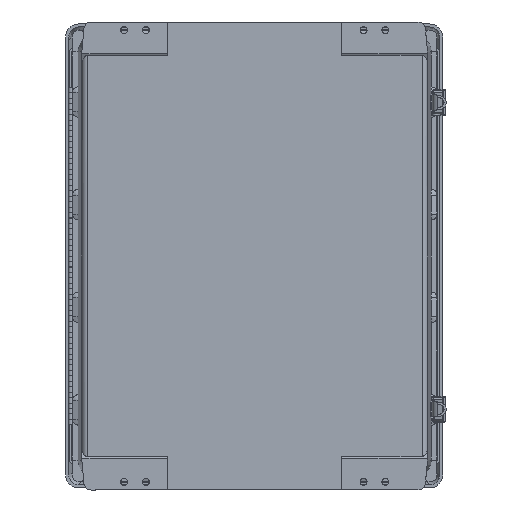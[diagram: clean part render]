
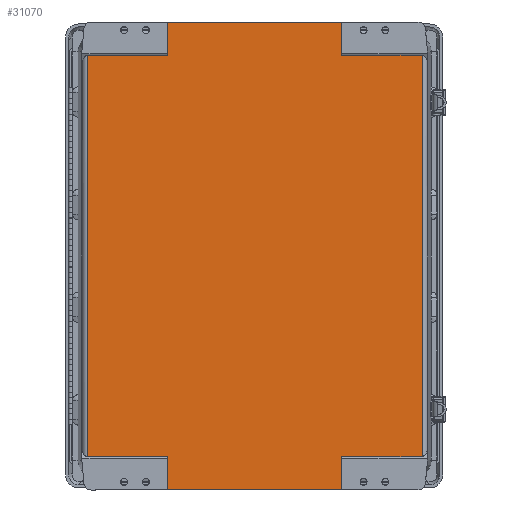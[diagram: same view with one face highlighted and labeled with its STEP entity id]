
A CAD part, front view. The second image highlights one B-rep face of the part: STEP entity #31070.
In plain terms, the highlighted planar face has unit normal (0, -1, 0).
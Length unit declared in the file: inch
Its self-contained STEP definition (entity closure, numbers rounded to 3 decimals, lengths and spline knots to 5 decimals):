
#43 = LINE ( 'NONE', #14498, #18971 ) ;
#136 = CARTESIAN_POINT ( 'NONE',  ( 3.995, 0., -10.75 ) ) ;
#591 = ORIENTED_EDGE ( 'NONE', *, *, #18364, .T. ) ;
#1252 = EDGE_CURVE ( 'NONE', #2932, #18864, #28135, .T. ) ;
#1344 = LINE ( 'NONE', #2955, #13695 ) ;
#2122 = EDGE_CURVE ( 'NONE', #2886, #22895, #4574, .T. ) ;
#2159 = EDGE_CURVE ( 'NONE', #30412, #19966, #3830, .T. ) ;
#2182 = DIRECTION ( 'NONE',  ( 0., 0., -1. ) ) ;
#2886 = VERTEX_POINT ( 'NONE', #29753 ) ;
#2932 = VERTEX_POINT ( 'NONE', #136 ) ;
#2955 = CARTESIAN_POINT ( 'NONE',  ( -7.3875, 0., -9.2134 ) ) ;
#3063 = CARTESIAN_POINT ( 'NONE',  ( -3.995, 0., -9.3875 ) ) ;
#3064 = VECTOR ( 'NONE', #15697, 39.37008 ) ;
#3431 = CARTESIAN_POINT ( 'NONE',  ( -7.3875, 0., 9.2134 ) ) ;
#3830 = LINE ( 'NONE', #22854, #3064 ) ;
#3921 = CARTESIAN_POINT ( 'NONE',  ( 7.69183, 0., 9.2134 ) ) ;
#4042 = DIRECTION ( 'NONE',  ( 0., -1., 0. ) ) ;
#4574 = LINE ( 'NONE', #31514, #10407 ) ;
#5086 = ORIENTED_EDGE ( 'NONE', *, *, #20724, .T. ) ;
#5424 = LINE ( 'NONE', #28276, #30907 ) ;
#5494 = ORIENTED_EDGE ( 'NONE', *, *, #2122, .T. ) ;
#5820 = CARTESIAN_POINT ( 'NONE',  ( 4.83175, 0., -10.75 ) ) ;
#6154 = CARTESIAN_POINT ( 'NONE',  ( 7.69183, 0., 9.2134 ) ) ;
#6459 = EDGE_CURVE ( 'NONE', #18864, #26322, #16052, .T. ) ;
#7527 = EDGE_CURVE ( 'NONE', #10302, #30412, #25245, .T. ) ;
#7585 = AXIS2_PLACEMENT_3D ( 'NONE', #31131, #4042, #21355 ) ;
#7891 = VECTOR ( 'NONE', #17874, 39.37008 ) ;
#8163 = LINE ( 'NONE', #3431, #20561 ) ;
#8237 = CARTESIAN_POINT ( 'NONE',  ( 7.69183, 0., -9.2134 ) ) ;
#8264 = DIRECTION ( 'NONE',  ( 1., 0., 0. ) ) ;
#8660 = EDGE_CURVE ( 'NONE', #25687, #30985, #8163, .T. ) ;
#8750 = VECTOR ( 'NONE', #30534, 39.37008 ) ;
#9468 = EDGE_CURVE ( 'NONE', #19966, #2886, #28541, .T. ) ;
#9736 = ORIENTED_EDGE ( 'NONE', *, *, #16209, .F. ) ;
#10302 = VERTEX_POINT ( 'NONE', #8237 ) ;
#10407 = VECTOR ( 'NONE', #15632, 39.37008 ) ;
#10821 = CARTESIAN_POINT ( 'NONE',  ( -3.995, 0., -10.75 ) ) ;
#10933 = ORIENTED_EDGE ( 'NONE', *, *, #31431, .F. ) ;
#11862 = DIRECTION ( 'NONE',  ( 0., 0., 1. ) ) ;
#11916 = CARTESIAN_POINT ( 'NONE',  ( -3.995, 0., -9.2134 ) ) ;
#13261 = CARTESIAN_POINT ( 'NONE',  ( 3.995, 0., 9.2134 ) ) ;
#13548 = DIRECTION ( 'NONE',  ( 0., 0., 1. ) ) ;
#13657 = ORIENTED_EDGE ( 'NONE', *, *, #20453, .T. ) ;
#13670 = EDGE_LOOP ( 'NONE', ( #591, #18474, #28273, #28303, #5494, #9736, #26784, #5086, #10933, #30949, #29446, #13657 ) ) ;
#13695 = VECTOR ( 'NONE', #17778, 39.37008 ) ;
#13905 = PLANE ( 'NONE',  #7585 ) ;
#14498 = CARTESIAN_POINT ( 'NONE',  ( -7.69183, 0., -9.2134 ) ) ;
#15632 = DIRECTION ( 'NONE',  ( -1., 0., 0. ) ) ;
#15697 = DIRECTION ( 'NONE',  ( -1., 0., 0. ) ) ;
#15761 = CARTESIAN_POINT ( 'NONE',  ( -7.3875, 0., -9.2134 ) ) ;
#16052 = LINE ( 'NONE', #3063, #7891 ) ;
#16164 = CARTESIAN_POINT ( 'NONE',  ( 3.995, 0., -9.2134 ) ) ;
#16209 = EDGE_CURVE ( 'NONE', #30985, #22895, #28424, .T. ) ;
#16432 = FACE_OUTER_BOUND ( 'NONE', #13670, .T. ) ;
#17150 = LINE ( 'NONE', #15761, #29427 ) ;
#17605 = VERTEX_POINT ( 'NONE', #16164 ) ;
#17778 = DIRECTION ( 'NONE',  ( -1., 0., 0. ) ) ;
#17874 = DIRECTION ( 'NONE',  ( 0., 0., 1. ) ) ;
#18245 = DIRECTION ( 'NONE',  ( 1., 0., 0. ) ) ;
#18364 = EDGE_CURVE ( 'NONE', #17605, #10302, #17150, .T. ) ;
#18474 = ORIENTED_EDGE ( 'NONE', *, *, #7527, .T. ) ;
#18708 = VECTOR ( 'NONE', #31118, 39.37008 ) ;
#18864 = VERTEX_POINT ( 'NONE', #10821 ) ;
#18971 = VECTOR ( 'NONE', #2182, 39.37008 ) ;
#19966 = VERTEX_POINT ( 'NONE', #13261 ) ;
#20453 = EDGE_CURVE ( 'NONE', #2932, #17605, #5424, .T. ) ;
#20503 = VECTOR ( 'NONE', #11862, 39.37008 ) ;
#20561 = VECTOR ( 'NONE', #18245, 39.37008 ) ;
#20724 = EDGE_CURVE ( 'NONE', #25687, #31218, #43, .T. ) ;
#21355 = DIRECTION ( 'NONE',  ( 0., 0., -1. ) ) ;
#21615 = VECTOR ( 'NONE', #24749, 39.37008 ) ;
#22686 = CARTESIAN_POINT ( 'NONE',  ( -7.69183, 0., 9.2134 ) ) ;
#22854 = CARTESIAN_POINT ( 'NONE',  ( -7.3875, 0., 9.2134 ) ) ;
#22895 = VERTEX_POINT ( 'NONE', #25248 ) ;
#24749 = DIRECTION ( 'NONE',  ( -1., 0., 0. ) ) ;
#25245 = LINE ( 'NONE', #3921, #18708 ) ;
#25248 = CARTESIAN_POINT ( 'NONE',  ( -3.995, 0., 10.75 ) ) ;
#25687 = VERTEX_POINT ( 'NONE', #22686 ) ;
#25866 = CARTESIAN_POINT ( 'NONE',  ( -3.995, 0., 9.2134 ) ) ;
#26322 = VERTEX_POINT ( 'NONE', #11916 ) ;
#26636 = CARTESIAN_POINT ( 'NONE',  ( 3.995, 0., -9.3875 ) ) ;
#26784 = ORIENTED_EDGE ( 'NONE', *, *, #8660, .F. ) ;
#28056 = CARTESIAN_POINT ( 'NONE',  ( -3.995, 0., -9.3875 ) ) ;
#28135 = LINE ( 'NONE', #5820, #21615 ) ;
#28273 = ORIENTED_EDGE ( 'NONE', *, *, #2159, .T. ) ;
#28276 = CARTESIAN_POINT ( 'NONE',  ( 3.995, 0., -9.3875 ) ) ;
#28303 = ORIENTED_EDGE ( 'NONE', *, *, #9468, .T. ) ;
#28424 = LINE ( 'NONE', #28056, #8750 ) ;
#28541 = LINE ( 'NONE', #26636, #20503 ) ;
#29257 = CARTESIAN_POINT ( 'NONE',  ( -7.69183, 0., -9.2134 ) ) ;
#29427 = VECTOR ( 'NONE', #8264, 39.37008 ) ;
#29446 = ORIENTED_EDGE ( 'NONE', *, *, #1252, .F. ) ;
#29753 = CARTESIAN_POINT ( 'NONE',  ( 3.995, 0., 10.75 ) ) ;
#30412 = VERTEX_POINT ( 'NONE', #6154 ) ;
#30534 = DIRECTION ( 'NONE',  ( 0., 0., 1. ) ) ;
#30907 = VECTOR ( 'NONE', #13548, 39.37008 ) ;
#30949 = ORIENTED_EDGE ( 'NONE', *, *, #6459, .F. ) ;
#30985 = VERTEX_POINT ( 'NONE', #25866 ) ;
#31070 = ADVANCED_FACE ( 'NONE', ( #16432 ), #13905, .T. ) ;
#31118 = DIRECTION ( 'NONE',  ( 0., 0., 1. ) ) ;
#31131 = CARTESIAN_POINT ( 'NONE',  ( -7.3875, 0., -9.3875 ) ) ;
#31218 = VERTEX_POINT ( 'NONE', #29257 ) ;
#31431 = EDGE_CURVE ( 'NONE', #26322, #31218, #1344, .T. ) ;
#31514 = CARTESIAN_POINT ( 'NONE',  ( 4.83175, 0., 10.75 ) ) ;
